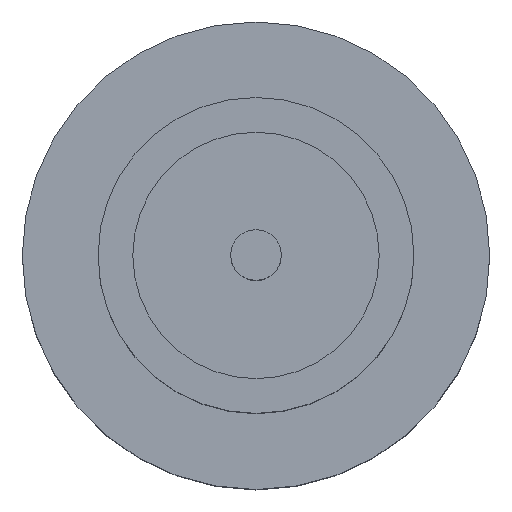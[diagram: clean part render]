
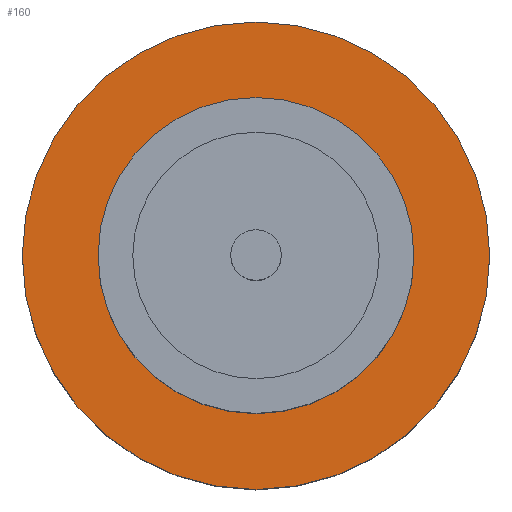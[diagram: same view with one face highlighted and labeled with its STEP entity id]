
A CAD part, top view. The second image highlights one B-rep face of the part: STEP entity #160.
In plain terms, the highlighted planar face has unit normal (0, 0, 1).
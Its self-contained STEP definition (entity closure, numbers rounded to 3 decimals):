
#12 = AXIS2_PLACEMENT_3D ( 'NONE', #402, #133, #526 ) ;
#21 = CARTESIAN_POINT ( 'NONE',  ( 0., 0., 1.55 ) ) ;
#24 = ORIENTED_EDGE ( 'NONE', *, *, #437, .T. ) ;
#77 = CIRCLE ( 'NONE', #79, 1.85 ) ;
#78 = EDGE_CURVE ( 'NONE', #585, #597, #453, .T. ) ;
#79 = AXIS2_PLACEMENT_3D ( 'NONE', #539, #348, #403 ) ;
#92 = AXIS2_PLACEMENT_3D ( 'NONE', #826, #168, #686 ) ;
#97 = AXIS2_PLACEMENT_3D ( 'NONE', #764, #648, #448 ) ;
#133 = DIRECTION ( 'NONE',  ( 0., 0., 1. ) ) ;
#160 = ADVANCED_FACE ( 'NONE', ( #311, #611 ), #463, .T. ) ;
#168 = DIRECTION ( 'NONE',  ( 0., 0., 1. ) ) ;
#176 = VERTEX_POINT ( 'NONE', #670 ) ;
#311 = FACE_BOUND ( 'NONE', #395, .T. ) ;
#320 = CIRCLE ( 'NONE', #656, 1.25 ) ;
#322 = ORIENTED_EDGE ( 'NONE', *, *, #652, .T. ) ;
#327 = ORIENTED_EDGE ( 'NONE', *, *, #511, .F. ) ;
#348 = DIRECTION ( 'NONE',  ( 0., 0., 1. ) ) ;
#395 = EDGE_LOOP ( 'NONE', ( #327, #419 ) ) ;
#402 = CARTESIAN_POINT ( 'NONE',  ( 0., 0., 1.55 ) ) ;
#403 = DIRECTION ( 'NONE',  ( 1., 0., 0. ) ) ;
#417 = CARTESIAN_POINT ( 'NONE',  ( 1.25, 0., 1.55 ) ) ;
#419 = ORIENTED_EDGE ( 'NONE', *, *, #78, .F. ) ;
#437 = EDGE_CURVE ( 'NONE', #176, #853, #77, .T. ) ;
#448 = DIRECTION ( 'NONE',  ( 1., 0., 0. ) ) ;
#453 = CIRCLE ( 'NONE', #97, 1.25 ) ;
#463 = PLANE ( 'NONE',  #12 ) ;
#481 = DIRECTION ( 'NONE',  ( 0., 0., 1. ) ) ;
#511 = EDGE_CURVE ( 'NONE', #597, #585, #320, .T. ) ;
#526 = DIRECTION ( 'NONE',  ( 1., 0., 0. ) ) ;
#528 = EDGE_LOOP ( 'NONE', ( #24, #322 ) ) ;
#539 = CARTESIAN_POINT ( 'NONE',  ( 0., 0., 1.55 ) ) ;
#585 = VERTEX_POINT ( 'NONE', #756 ) ;
#592 = CIRCLE ( 'NONE', #92, 1.85 ) ;
#597 = VERTEX_POINT ( 'NONE', #417 ) ;
#611 = FACE_OUTER_BOUND ( 'NONE', #528, .T. ) ;
#648 = DIRECTION ( 'NONE',  ( 0., 0., 1. ) ) ;
#652 = EDGE_CURVE ( 'NONE', #853, #176, #592, .T. ) ;
#656 = AXIS2_PLACEMENT_3D ( 'NONE', #21, #481, #807 ) ;
#670 = CARTESIAN_POINT ( 'NONE',  ( -1.85, 0., 1.55 ) ) ;
#686 = DIRECTION ( 'NONE',  ( 1., 0., 0. ) ) ;
#756 = CARTESIAN_POINT ( 'NONE',  ( -1.25, 0., 1.55 ) ) ;
#764 = CARTESIAN_POINT ( 'NONE',  ( 0., 0., 1.55 ) ) ;
#776 = CARTESIAN_POINT ( 'NONE',  ( 1.85, 0., 1.55 ) ) ;
#807 = DIRECTION ( 'NONE',  ( 1., 0., 0. ) ) ;
#826 = CARTESIAN_POINT ( 'NONE',  ( 0., 0., 1.55 ) ) ;
#853 = VERTEX_POINT ( 'NONE', #776 ) ;
